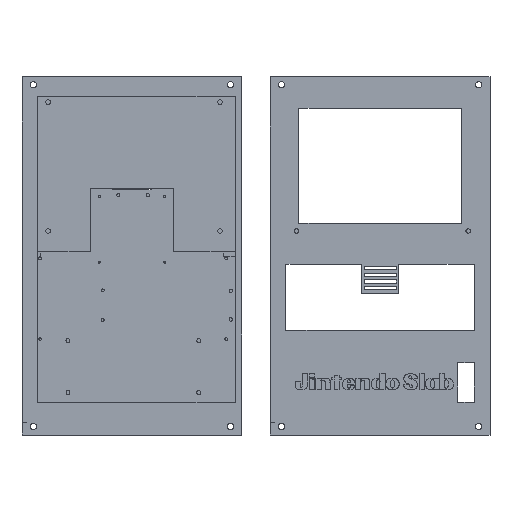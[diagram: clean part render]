
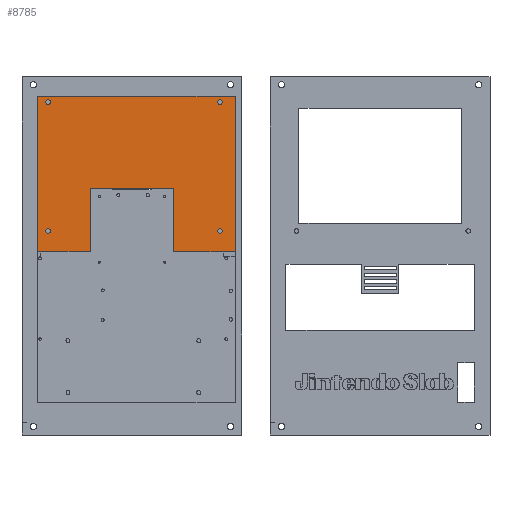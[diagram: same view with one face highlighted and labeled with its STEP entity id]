
A CAD part, top view. The second image highlights one B-rep face of the part: STEP entity #8785.
In plain terms, the highlighted planar face has unit normal (0, 0, 1).
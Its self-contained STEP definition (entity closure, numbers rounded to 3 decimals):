
#457=FACE_BOUND('',#1399,.T.);
#458=FACE_BOUND('',#1400,.T.);
#459=FACE_BOUND('',#1401,.T.);
#460=FACE_BOUND('',#1402,.T.);
#538=PLANE('',#9337);
#884=FACE_OUTER_BOUND('',#1398,.T.);
#1398=EDGE_LOOP('',(#6336,#6337,#6338,#6339,#6340,#6341,#6342,#6343,#6344));
#1399=EDGE_LOOP('',(#6345));
#1400=EDGE_LOOP('',(#6346));
#1401=EDGE_LOOP('',(#6347));
#1402=EDGE_LOOP('',(#6348));
#1929=LINE('',#11730,#2912);
#1931=LINE('',#11736,#2914);
#1944=LINE('',#11764,#2927);
#2020=LINE('',#11909,#3003);
#2032=LINE('',#11937,#3015);
#2033=LINE('',#11939,#3016);
#2034=LINE('',#11940,#3017);
#2035=LINE('',#11941,#3018);
#2036=LINE('',#11942,#3019);
#2912=VECTOR('',#9849,10.);
#2914=VECTOR('',#9853,10.);
#2927=VECTOR('',#9872,10.);
#3003=VECTOR('',#9980,10.);
#3015=VECTOR('',#10010,10.);
#3016=VECTOR('',#10011,10.);
#3017=VECTOR('',#10012,10.);
#3018=VECTOR('',#10013,10.);
#3019=VECTOR('',#10014,10.);
#3883=CIRCLE('',#9338,1.);
#3884=CIRCLE('',#9339,1.);
#3885=CIRCLE('',#9340,1.);
#3886=CIRCLE('',#9341,1.);
#3975=VERTEX_POINT('',#11717);
#3981=VERTEX_POINT('',#11728);
#3983=VERTEX_POINT('',#11733);
#3984=VERTEX_POINT('',#11735);
#3995=VERTEX_POINT('',#11761);
#3996=VERTEX_POINT('',#11763);
#4049=VERTEX_POINT('',#11908);
#4056=VERTEX_POINT('',#11936);
#4057=VERTEX_POINT('',#11938);
#4058=VERTEX_POINT('',#11943);
#4059=VERTEX_POINT('',#11945);
#4060=VERTEX_POINT('',#11947);
#4061=VERTEX_POINT('',#11949);
#4828=EDGE_CURVE('',#3981,#3975,#1929,.T.);
#4830=EDGE_CURVE('',#3983,#3984,#1931,.T.);
#4843=EDGE_CURVE('',#3995,#3996,#1944,.T.);
#4921=EDGE_CURVE('',#3996,#4049,#2020,.T.);
#4935=EDGE_CURVE('',#4056,#3981,#2032,.T.);
#4936=EDGE_CURVE('',#4057,#4056,#2033,.T.);
#4937=EDGE_CURVE('',#4049,#4057,#2034,.T.);
#4938=EDGE_CURVE('',#3995,#3984,#2035,.T.);
#4939=EDGE_CURVE('',#3975,#3983,#2036,.T.);
#4940=EDGE_CURVE('',#4058,#4058,#3883,.T.);
#4941=EDGE_CURVE('',#4059,#4059,#3884,.T.);
#4942=EDGE_CURVE('',#4060,#4060,#3885,.T.);
#4943=EDGE_CURVE('',#4061,#4061,#3886,.T.);
#6336=ORIENTED_EDGE('',*,*,#4828,.F.);
#6337=ORIENTED_EDGE('',*,*,#4935,.F.);
#6338=ORIENTED_EDGE('',*,*,#4936,.F.);
#6339=ORIENTED_EDGE('',*,*,#4937,.F.);
#6340=ORIENTED_EDGE('',*,*,#4921,.F.);
#6341=ORIENTED_EDGE('',*,*,#4843,.F.);
#6342=ORIENTED_EDGE('',*,*,#4938,.T.);
#6343=ORIENTED_EDGE('',*,*,#4830,.F.);
#6344=ORIENTED_EDGE('',*,*,#4939,.F.);
#6345=ORIENTED_EDGE('',*,*,#4940,.F.);
#6346=ORIENTED_EDGE('',*,*,#4941,.F.);
#6347=ORIENTED_EDGE('',*,*,#4942,.F.);
#6348=ORIENTED_EDGE('',*,*,#4943,.F.);
#8785=ADVANCED_FACE('',(#884,#457,#458,#459,#460),#538,.T.);
#9337=AXIS2_PLACEMENT_3D('',#11935,#10008,#10009);
#9338=AXIS2_PLACEMENT_3D('',#11944,#10015,#10016);
#9339=AXIS2_PLACEMENT_3D('',#11946,#10017,#10018);
#9340=AXIS2_PLACEMENT_3D('',#11948,#10019,#10020);
#9341=AXIS2_PLACEMENT_3D('',#11950,#10021,#10022);
#9849=DIRECTION('',(0.,1.,0.));
#9853=DIRECTION('',(0.,-1.,0.));
#9872=DIRECTION('',(-1.,0.,0.));
#9980=DIRECTION('',(0.,1.,0.));
#10008=DIRECTION('center_axis',(0.,0.,1.));
#10009=DIRECTION('ref_axis',(1.,0.,0.));
#10010=DIRECTION('',(-1.,0.,0.));
#10011=DIRECTION('',(0.,-1.,0.));
#10012=DIRECTION('',(1.,0.,0.));
#10013=DIRECTION('',(0.,1.,0.));
#10014=DIRECTION('',(-1.,0.,0.));
#10015=DIRECTION('center_axis',(0.,0.,1.));
#10016=DIRECTION('ref_axis',(1.,0.,0.));
#10017=DIRECTION('center_axis',(0.,0.,1.));
#10018=DIRECTION('ref_axis',(1.,0.,0.));
#10019=DIRECTION('center_axis',(0.,0.,1.));
#10020=DIRECTION('ref_axis',(1.,0.,0.));
#10021=DIRECTION('center_axis',(0.,0.,1.));
#10022=DIRECTION('ref_axis',(1.,0.,0.));
#11717=CARTESIAN_POINT('',(181.167,-57.554,0.5));
#11728=CARTESIAN_POINT('',(181.167,-85.619,0.5));
#11730=CARTESIAN_POINT('',(181.167,-82.743,0.5));
#11733=CARTESIAN_POINT('',(144.238,-57.554,0.5));
#11735=CARTESIAN_POINT('',(144.238,-74.116,0.5));
#11736=CARTESIAN_POINT('',(144.238,-76.992,0.5));
#11761=CARTESIAN_POINT('',(144.238,-85.619,0.5));
#11763=CARTESIAN_POINT('',(115.988,-85.619,0.5));
#11764=CARTESIAN_POINT('',(138.346,-85.619,0.5));
#11908=CARTESIAN_POINT('',(115.988,-15.554,0.5));
#11909=CARTESIAN_POINT('',(115.988,-116.701,0.5));
#11935=CARTESIAN_POINT('Origin',(162.703,-79.867,0.5));
#11936=CARTESIAN_POINT('',(209.417,-85.619,0.5));
#11937=CARTESIAN_POINT('',(138.346,-85.619,0.5));
#11938=CARTESIAN_POINT('',(209.417,-15.554,0.5));
#11939=CARTESIAN_POINT('',(209.417,-44.835,0.5));
#11940=CARTESIAN_POINT('',(148.578,-15.554,0.5));
#11941=CARTESIAN_POINT('',(144.238,-82.743,0.5));
#11942=CARTESIAN_POINT('',(181.167,-57.554,0.5));
#11943=CARTESIAN_POINT('',(124.551,-76.357,0.5));
#11944=CARTESIAN_POINT('Origin',(125.551,-76.357,0.5));
#11945=CARTESIAN_POINT('',(124.551,-19.207,0.5));
#11946=CARTESIAN_POINT('Origin',(125.551,-19.207,0.5));
#11947=CARTESIAN_POINT('',(200.751,-76.357,0.5));
#11948=CARTESIAN_POINT('Origin',(201.751,-76.357,0.5));
#11949=CARTESIAN_POINT('',(200.751,-19.207,0.5));
#11950=CARTESIAN_POINT('Origin',(201.751,-19.207,0.5));
